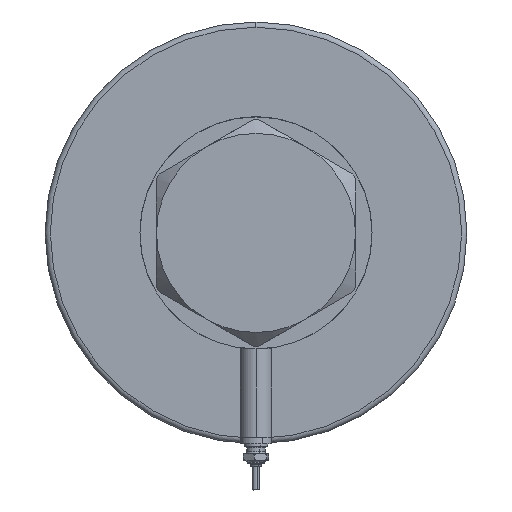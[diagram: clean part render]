
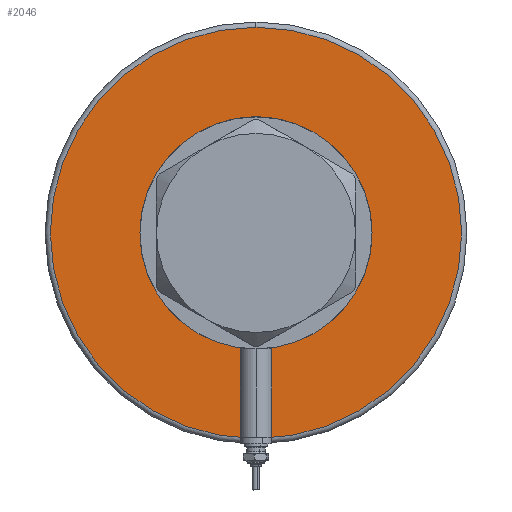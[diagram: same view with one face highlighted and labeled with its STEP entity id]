
A CAD part, left-side view. The second image highlights one B-rep face of the part: STEP entity #2046.
In plain terms, the highlighted face is planar.
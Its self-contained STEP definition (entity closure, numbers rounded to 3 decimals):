
#244 = DIRECTION ( 'NONE',  ( 1., 0., 0. ) ) ;
#398 = ORIENTED_EDGE ( 'NONE', *, *, #3611, .T. ) ;
#466 = CARTESIAN_POINT ( 'NONE',  ( -78., 0., 0. ) ) ;
#518 = CIRCLE ( 'NONE', #4559, 37.5 ) ;
#660 = DIRECTION ( 'NONE',  ( 0., 0., 1. ) ) ;
#683 = DIRECTION ( 'NONE',  ( 1., 0., 0. ) ) ;
#819 = ORIENTED_EDGE ( 'NONE', *, *, #3455, .T. ) ;
#1542 = CIRCLE ( 'NONE', #1762, 37.5 ) ;
#1593 = CARTESIAN_POINT ( 'NONE',  ( 0., 0., 0. ) ) ;
#1645 = FACE_OUTER_BOUND ( 'NONE', #2212, .T. ) ;
#1762 = AXIS2_PLACEMENT_3D ( 'NONE', #1593, #660, #6050 ) ;
#1880 = DIRECTION ( 'NONE',  ( 1., 0., 0. ) ) ;
#2046 = ADVANCED_FACE ( 'NONE', ( #1645, #4606 ), #3760, .F. ) ;
#2212 = EDGE_LOOP ( 'NONE', ( #819, #3234 ) ) ;
#2439 = CARTESIAN_POINT ( 'NONE',  ( -37.5, 0., 0. ) ) ;
#2665 = CARTESIAN_POINT ( 'NONE',  ( 0., 0., 0. ) ) ;
#2689 = CARTESIAN_POINT ( 'NONE',  ( 37.5, 0., 0. ) ) ;
#2725 = CARTESIAN_POINT ( 'NONE',  ( 0., 0., 0. ) ) ;
#2727 = AXIS2_PLACEMENT_3D ( 'NONE', #5711, #5417, #1880 ) ;
#3143 = DIRECTION ( 'NONE',  ( 0., 0., -1. ) ) ;
#3170 = CARTESIAN_POINT ( 'NONE',  ( 0., 0., 0. ) ) ;
#3234 = ORIENTED_EDGE ( 'NONE', *, *, #4032, .T. ) ;
#3455 = EDGE_CURVE ( 'NONE', #4646, #4595, #3626, .T. ) ;
#3611 = EDGE_CURVE ( 'NONE', #3692, #6032, #1542, .T. ) ;
#3626 = CIRCLE ( 'NONE', #3725, 78. ) ;
#3692 = VERTEX_POINT ( 'NONE', #2689 ) ;
#3725 = AXIS2_PLACEMENT_3D ( 'NONE', #2665, #4644, #244 ) ;
#3760 = PLANE ( 'NONE',  #2727 ) ;
#3820 = CIRCLE ( 'NONE', #6078, 78. ) ;
#4032 = EDGE_CURVE ( 'NONE', #4595, #4646, #3820, .T. ) ;
#4559 = AXIS2_PLACEMENT_3D ( 'NONE', #2725, #4722, #6246 ) ;
#4595 = VERTEX_POINT ( 'NONE', #466 ) ;
#4606 = FACE_BOUND ( 'NONE', #5741, .T. ) ;
#4644 = DIRECTION ( 'NONE',  ( 0., 0., -1. ) ) ;
#4646 = VERTEX_POINT ( 'NONE', #6270 ) ;
#4722 = DIRECTION ( 'NONE',  ( 0., 0., 1. ) ) ;
#4811 = ORIENTED_EDGE ( 'NONE', *, *, #5055, .T. ) ;
#5055 = EDGE_CURVE ( 'NONE', #6032, #3692, #518, .T. ) ;
#5417 = DIRECTION ( 'NONE',  ( 0., 0., 1. ) ) ;
#5711 = CARTESIAN_POINT ( 'NONE',  ( 0., 0., 0. ) ) ;
#5741 = EDGE_LOOP ( 'NONE', ( #398, #4811 ) ) ;
#6032 = VERTEX_POINT ( 'NONE', #2439 ) ;
#6050 = DIRECTION ( 'NONE',  ( 1., 0., 0. ) ) ;
#6078 = AXIS2_PLACEMENT_3D ( 'NONE', #3170, #3143, #683 ) ;
#6246 = DIRECTION ( 'NONE',  ( 1., 0., 0. ) ) ;
#6270 = CARTESIAN_POINT ( 'NONE',  ( 78., 0., 0. ) ) ;
